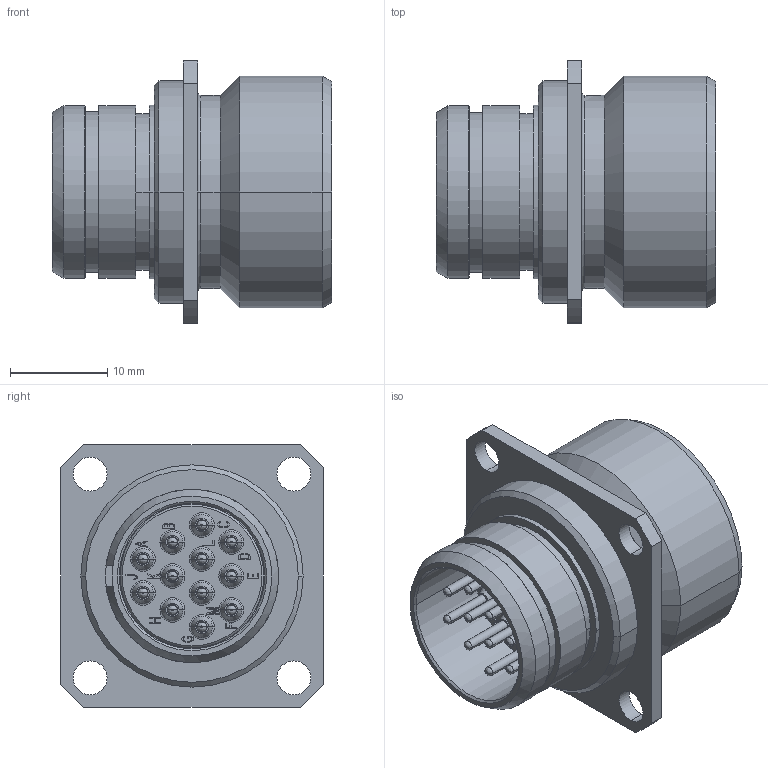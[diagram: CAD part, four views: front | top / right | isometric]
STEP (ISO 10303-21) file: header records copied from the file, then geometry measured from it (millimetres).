
FILE_DESCRIPTION((''),'2;1');
FILE_NAME('1332ER212MS','2024-07-26T10:56:18',('paultorloting'),('NET AG system integration'),'CREO PARAMETRIC BY PTC INC, 2021404','CREO PARAMETRIC BY PTC INC, 2021404','');
FILE_SCHEMA(('AUTOMOTIVE_DESIGN { 1 0 10303 214 1 1 1 1 }'));
Products named in the file (1): 1332ER212MS
Bounding box: 28.8 x 27 x 27 mm (x, y, z)
Volume: 6035.1 mm3; surface area: 7865.5 mm2
Topology: 1 solids, 1 shells, 1506 faces, 4165 edges, 2717 vertices
Faces by surface type: plane 761, cylinder 462, bspline 102, cone 100, torus 81
Entity records: 66368 total; most frequent: CARTESIAN_POINT 17503, ORIENTED_EDGE 8330, DIRECTION 7712, EDGE_CURVE 4165, AXIS2_PLACEMENT_3D 2790, VERTEX_POINT 2717, VECTOR 2129, LINE 2129
